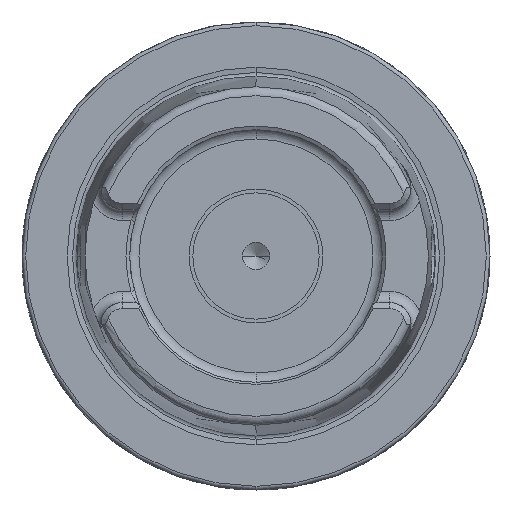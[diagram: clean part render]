
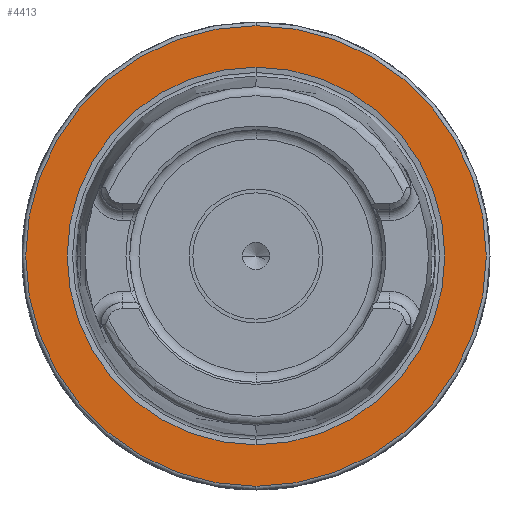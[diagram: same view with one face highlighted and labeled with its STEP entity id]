
A CAD part, left-side view. The second image highlights one B-rep face of the part: STEP entity #4413.
In plain terms, the highlighted planar face has unit normal (-1, 0, 0).
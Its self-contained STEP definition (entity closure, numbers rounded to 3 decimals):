
#1257=CARTESIAN_POINT('',(0.,0.,0.));
#1258=DIRECTION('',(1.,0.,0.));
#1259=DIRECTION('',(0.,0.,-1.));
#1260=AXIS2_PLACEMENT_3D('',#1257,#1258,#1259);
#1262=CARTESIAN_POINT('',(0.,0.,0.));
#1263=DIRECTION('',(1.,0.,0.));
#1264=DIRECTION('',(0.,0.,1.));
#1265=AXIS2_PLACEMENT_3D('',#1262,#1263,#1264);
#1267=CARTESIAN_POINT('',(0.,0.,0.));
#1268=DIRECTION('',(-1.,0.,0.));
#1269=DIRECTION('',(0.,0.,1.));
#1270=AXIS2_PLACEMENT_3D('',#1267,#1268,#1269);
#1272=CARTESIAN_POINT('',(0.,0.,0.));
#1273=DIRECTION('',(-1.,0.,0.));
#1274=DIRECTION('',(0.,0.,-1.));
#1275=AXIS2_PLACEMENT_3D('',#1272,#1273,#1274);
#2564=CARTESIAN_POINT('',(0.,0.,-25.42));
#2565=CARTESIAN_POINT('',(0.,0.,25.42));
#2566=VERTEX_POINT('',#2564);
#2567=VERTEX_POINT('',#2565);
#2893=CARTESIAN_POINT('',(0.,0.,31.));
#2894=CARTESIAN_POINT('',(0.,0.,-31.));
#2895=VERTEX_POINT('',#2893);
#2896=VERTEX_POINT('',#2894);
#4398=CARTESIAN_POINT('',(0.,0.,0.));
#4399=DIRECTION('',(1.,0.,0.));
#4400=DIRECTION('',(0.,0.,1.));
#4401=AXIS2_PLACEMENT_3D('',#4398,#4399,#4400);
#4402=PLANE('',#4401);
#4404=ORIENTED_EDGE('',*,*,#4403,.F.);
#4406=ORIENTED_EDGE('',*,*,#4405,.F.);
#4407=EDGE_LOOP('',(#4404,#4406));
#4408=FACE_OUTER_BOUND('',#4407,.F.);
#4409=ORIENTED_EDGE('',*,*,#4354,.F.);
#4410=ORIENTED_EDGE('',*,*,#4339,.F.);
#4411=EDGE_LOOP('',(#4409,#4410));
#4412=FACE_BOUND('',#4411,.F.);
#4413=ADVANCED_FACE('',(#4408,#4412),#4402,.F.);
#1261=CIRCLE('',#1260,25.42);
#1266=CIRCLE('',#1265,25.42);
#1271=CIRCLE('',#1270,31.);
#1276=CIRCLE('',#1275,31.);
#4339=EDGE_CURVE('',#2567,#2566,#1266,.T.);
#4354=EDGE_CURVE('',#2566,#2567,#1261,.T.);
#4403=EDGE_CURVE('',#2895,#2896,#1271,.T.);
#4405=EDGE_CURVE('',#2896,#2895,#1276,.T.);
